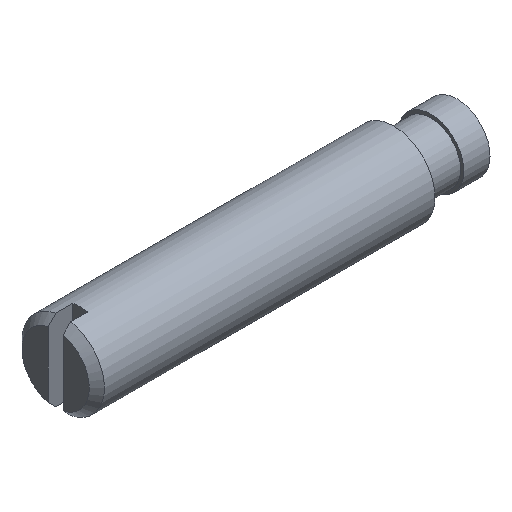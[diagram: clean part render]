
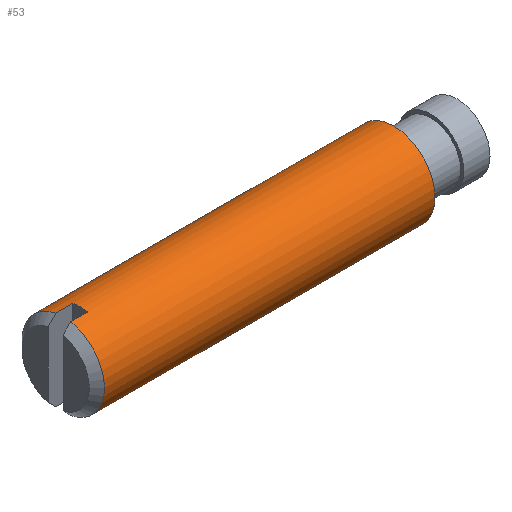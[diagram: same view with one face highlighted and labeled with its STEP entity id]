
A CAD part, isometric view. The second image highlights one B-rep face of the part: STEP entity #53.
In plain terms, the highlighted cylindrical face has radius 5 mm (diameter 10 mm), a full revolution.
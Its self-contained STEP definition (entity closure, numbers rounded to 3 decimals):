
#53 = ADVANCED_FACE( '', ( #108, #109 ), #110, .T. );
#108 = FACE_OUTER_BOUND( '', #160, .T. );
#109 = FACE_OUTER_BOUND( '', #161, .T. );
#110 = CYLINDRICAL_SURFACE( '', #162, 5. );
#160 = EDGE_LOOP( '', ( #232 ) );
#161 = EDGE_LOOP( '', ( #233, #234, #235, #236, #237, #238, #239, #240 ) );
#162 = AXIS2_PLACEMENT_3D( '', #241, #242, #243 );
#232 = ORIENTED_EDGE( '', *, *, #298, .F. );
#233 = ORIENTED_EDGE( '', *, *, #300, .T. );
#234 = ORIENTED_EDGE( '', *, *, #301, .T. );
#235 = ORIENTED_EDGE( '', *, *, #302, .F. );
#236 = ORIENTED_EDGE( '', *, *, #294, .T. );
#237 = ORIENTED_EDGE( '', *, *, #284, .T. );
#238 = ORIENTED_EDGE( '', *, *, #296, .T. );
#239 = ORIENTED_EDGE( '', *, *, #303, .F. );
#240 = ORIENTED_EDGE( '', *, *, #304, .T. );
#241 = CARTESIAN_POINT( '', ( 50., 0., 0. ) );
#242 = DIRECTION( '', ( -1., 0., 0. ) );
#243 = DIRECTION( '', ( 0., 1., 0. ) );
#284 = EDGE_CURVE( '', #327, #325, #328, .T. );
#294 = EDGE_CURVE( '', #341, #327, #342, .F. );
#296 = EDGE_CURVE( '', #325, #343, #345, .T. );
#298 = EDGE_CURVE( '', #347, #347, #348, .T. );
#300 = EDGE_CURVE( '', #350, #351, #352, .T. );
#301 = EDGE_CURVE( '', #351, #353, #354, .T. );
#302 = EDGE_CURVE( '', #341, #353, #355, .T. );
#303 = EDGE_CURVE( '', #356, #343, #357, .T. );
#304 = EDGE_CURVE( '', #356, #350, #358, .F. );
#325 = VERTEX_POINT( '', #378 );
#327 = VERTEX_POINT( '', #383 );
#328 = CIRCLE( '', #384, 5. );
#341 = VERTEX_POINT( '', #402 );
#342 = LINE( '', #403, #404 );
#343 = VERTEX_POINT( '', #405 );
#345 = LINE( '', #408, #409 );
#347 = VERTEX_POINT( '', #411 );
#348 = CIRCLE( '', #412, 5. );
#350 = VERTEX_POINT( '', #414 );
#351 = VERTEX_POINT( '', #415 );
#352 = CIRCLE( '', #416, 5. );
#353 = VERTEX_POINT( '', #417 );
#354 = LINE( '', #418, #419 );
#355 = CIRCLE( '', #420, 5. );
#356 = VERTEX_POINT( '', #421 );
#357 = CIRCLE( '', #422, 5. );
#358 = LINE( '', #423, #424 );
#378 = CARTESIAN_POINT( '', ( 0.92, 0.9, 4.918 ) );
#383 = CARTESIAN_POINT( '', ( 0.92, 0.9, -4.918 ) );
#384 = AXIS2_PLACEMENT_3D( '', #451, #452, #453 );
#402 = CARTESIAN_POINT( '', ( 3., 0.9, -4.918 ) );
#403 = CARTESIAN_POINT( '', ( 50., 0.9, -4.918 ) );
#404 = VECTOR( '', #462, 1000. );
#405 = CARTESIAN_POINT( '', ( 3., 0.9, 4.918 ) );
#408 = CARTESIAN_POINT( '', ( 50., 0.9, 4.918 ) );
#409 = VECTOR( '', #464, 1000. );
#411 = CARTESIAN_POINT( '', ( 41., 5., 0. ) );
#412 = AXIS2_PLACEMENT_3D( '', #465, #466, #467 );
#414 = CARTESIAN_POINT( '', ( 0.92, -0.9, 4.918 ) );
#415 = CARTESIAN_POINT( '', ( 0.92, -0.9, -4.918 ) );
#416 = AXIS2_PLACEMENT_3D( '', #468, #469, #470 );
#417 = CARTESIAN_POINT( '', ( 3., -0.9, -4.918 ) );
#418 = CARTESIAN_POINT( '', ( 50., -0.9, -4.918 ) );
#419 = VECTOR( '', #471, 1000. );
#420 = AXIS2_PLACEMENT_3D( '', #472, #473, #474 );
#421 = CARTESIAN_POINT( '', ( 3., -0.9, 4.918 ) );
#422 = AXIS2_PLACEMENT_3D( '', #475, #476, #477 );
#423 = CARTESIAN_POINT( '', ( 50., -0.9, 4.918 ) );
#424 = VECTOR( '', #478, 1000. );
#451 = CARTESIAN_POINT( '', ( 0.92, 0., 0. ) );
#452 = DIRECTION( '', ( 1., 0., 0. ) );
#453 = DIRECTION( '', ( 0., 1., 0. ) );
#462 = DIRECTION( '', ( 1., 0., 0. ) );
#464 = DIRECTION( '', ( 1., 0., 0. ) );
#465 = CARTESIAN_POINT( '', ( 41., 0., 0. ) );
#466 = DIRECTION( '', ( 1., 0., 0. ) );
#467 = DIRECTION( '', ( 0., 1., 0. ) );
#468 = CARTESIAN_POINT( '', ( 0.92, 0., 0. ) );
#469 = DIRECTION( '', ( 1., 0., 0. ) );
#470 = DIRECTION( '', ( 0., 1., 0. ) );
#471 = DIRECTION( '', ( 1., 0., 0. ) );
#472 = CARTESIAN_POINT( '', ( 3., 0., 0. ) );
#473 = DIRECTION( '', ( -1., 0., 0. ) );
#474 = DIRECTION( '', ( 0., 0., 1. ) );
#475 = CARTESIAN_POINT( '', ( 3., 0., 0. ) );
#476 = DIRECTION( '', ( -1., 0., 0. ) );
#477 = DIRECTION( '', ( 0., 0., 1. ) );
#478 = DIRECTION( '', ( 1., 0., 0. ) );
